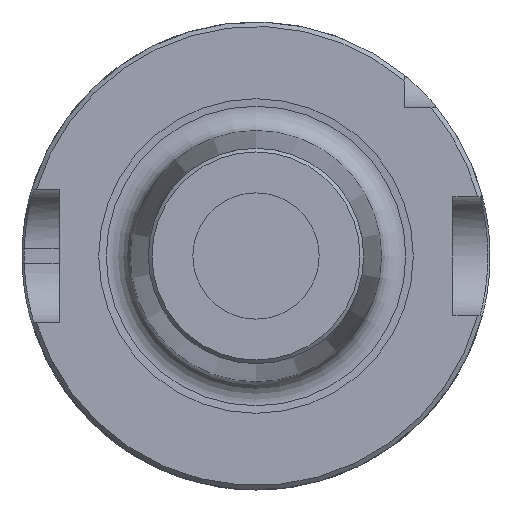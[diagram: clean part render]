
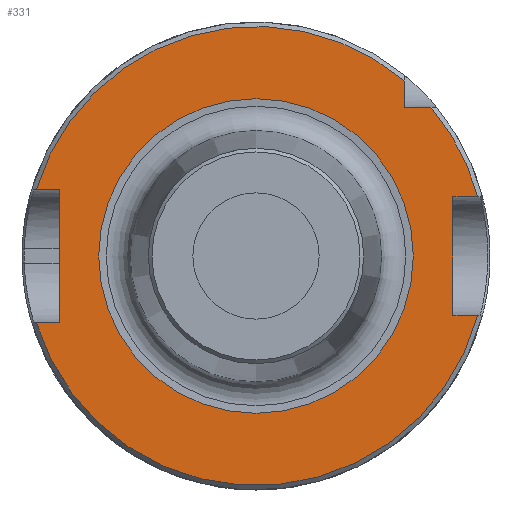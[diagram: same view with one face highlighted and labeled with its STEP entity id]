
A CAD part, left-side view. The second image highlights one B-rep face of the part: STEP entity #331.
In plain terms, the highlighted planar face has unit normal (-1, 0, 0).
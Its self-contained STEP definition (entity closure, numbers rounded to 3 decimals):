
#162=LINE('',#1874,#224);
#163=LINE('',#1879,#225);
#164=LINE('',#1881,#226);
#165=LINE('',#1883,#227);
#166=LINE('',#1887,#228);
#167=LINE('',#1889,#229);
#168=LINE('',#1891,#230);
#169=LINE('',#1895,#231);
#224=VECTOR('',#1538,1.);
#225=VECTOR('',#1541,1.);
#226=VECTOR('',#1542,1.);
#227=VECTOR('',#1543,1.);
#228=VECTOR('',#1546,1.);
#229=VECTOR('',#1547,1.);
#230=VECTOR('',#1548,1.);
#231=VECTOR('',#1551,1.);
#288=FACE_BOUND('',#508,.T.);
#289=FACE_BOUND('',#509,.T.);
#331=ADVANCED_FACE('',(#288,#289),#413,.F.);
#413=PLANE('',#1396);
#508=EDGE_LOOP('',(#611,#612,#613,#614,#615,#616,#617,#618,#619,#620,#621));
#509=EDGE_LOOP('',(#622));
#611=ORIENTED_EDGE('',*,*,#1129,.F.);
#612=ORIENTED_EDGE('',*,*,#1130,.T.);
#613=ORIENTED_EDGE('',*,*,#1131,.F.);
#614=ORIENTED_EDGE('',*,*,#1132,.F.);
#615=ORIENTED_EDGE('',*,*,#1133,.F.);
#616=ORIENTED_EDGE('',*,*,#1134,.T.);
#617=ORIENTED_EDGE('',*,*,#1135,.F.);
#618=ORIENTED_EDGE('',*,*,#1136,.F.);
#619=ORIENTED_EDGE('',*,*,#1137,.F.);
#620=ORIENTED_EDGE('',*,*,#1138,.T.);
#621=ORIENTED_EDGE('',*,*,#1139,.F.);
#622=ORIENTED_EDGE('',*,*,#1140,.F.);
#995=VERTEX_POINT('',#1875);
#996=VERTEX_POINT('',#1876);
#997=VERTEX_POINT('',#1878);
#998=VERTEX_POINT('',#1880);
#999=VERTEX_POINT('',#1882);
#1000=VERTEX_POINT('',#1884);
#1001=VERTEX_POINT('',#1886);
#1002=VERTEX_POINT('',#1888);
#1003=VERTEX_POINT('',#1890);
#1004=VERTEX_POINT('',#1892);
#1005=VERTEX_POINT('',#1894);
#1006=VERTEX_POINT('',#1897);
#1129=EDGE_CURVE('',#995,#996,#162,.T.);
#1130=EDGE_CURVE('',#995,#997,#1321,.T.);
#1131=EDGE_CURVE('',#998,#997,#163,.T.);
#1132=EDGE_CURVE('',#999,#998,#164,.T.);
#1133=EDGE_CURVE('',#1000,#999,#165,.T.);
#1134=EDGE_CURVE('',#1000,#1001,#1322,.T.);
#1135=EDGE_CURVE('',#1002,#1001,#166,.T.);
#1136=EDGE_CURVE('',#1003,#1002,#167,.T.);
#1137=EDGE_CURVE('',#1004,#1003,#168,.T.);
#1138=EDGE_CURVE('',#1004,#1005,#1323,.T.);
#1139=EDGE_CURVE('',#996,#1005,#169,.T.);
#1140=EDGE_CURVE('',#1006,#1006,#1324,.T.);
#1321=CIRCLE('',#1392,30.9);
#1322=CIRCLE('',#1393,30.9);
#1323=CIRCLE('',#1394,30.9);
#1324=CIRCLE('',#1395,21.174);
#1392=AXIS2_PLACEMENT_3D('',#1877,#1539,#1540);
#1393=AXIS2_PLACEMENT_3D('',#1885,#1544,#1545);
#1394=AXIS2_PLACEMENT_3D('',#1893,#1549,#1550);
#1395=AXIS2_PLACEMENT_3D('',#1896,#1552,#1553);
#1396=AXIS2_PLACEMENT_3D('',#1898,#1554,#1555);
#1538=DIRECTION('',(0.,0.,-1.));
#1539=DIRECTION('',(-1.,0.,0.));
#1540=DIRECTION('',(0.,0.,-1.));
#1541=DIRECTION('',(0.,1.,0.));
#1542=DIRECTION('',(0.,0.,1.));
#1543=DIRECTION('',(0.,-1.,0.));
#1544=DIRECTION('',(-1.,0.,0.));
#1545=DIRECTION('',(0.,0.,-1.));
#1546=DIRECTION('',(0.,-1.,0.));
#1547=DIRECTION('',(0.,0.,-1.));
#1548=DIRECTION('',(0.,1.,0.));
#1549=DIRECTION('',(-1.,0.,0.));
#1550=DIRECTION('',(0.,0.,-1.));
#1551=DIRECTION('',(0.,-1.,0.));
#1552=DIRECTION('',(-1.,0.,0.));
#1553=DIRECTION('',(0.,0.,1.));
#1554=DIRECTION('',(1.,0.,0.));
#1555=DIRECTION('',(0.,0.,-1.));
#1874=CARTESIAN_POINT('',(75.,-20.,28.));
#1875=CARTESIAN_POINT('',(75.,-20.,23.554));
#1876=CARTESIAN_POINT('',(75.,-20.,20.));
#1877=CARTESIAN_POINT('',(75.,0.,0.));
#1878=CARTESIAN_POINT('',(75.,29.56,9.));
#1879=CARTESIAN_POINT('',(75.,35.75,9.));
#1880=CARTESIAN_POINT('',(75.,26.5,9.));
#1881=CARTESIAN_POINT('',(75.,26.5,-1.));
#1882=CARTESIAN_POINT('',(75.,26.5,-9.));
#1883=CARTESIAN_POINT('',(75.,35.75,-9.));
#1884=CARTESIAN_POINT('',(75.,29.56,-9.));
#1885=CARTESIAN_POINT('',(75.,0.,0.));
#1886=CARTESIAN_POINT('',(75.,-29.846,-8.));
#1887=CARTESIAN_POINT('',(75.,-35.75,-8.));
#1888=CARTESIAN_POINT('',(75.,-26.5,-8.));
#1889=CARTESIAN_POINT('',(75.,-26.5,0.));
#1890=CARTESIAN_POINT('',(75.,-26.5,8.));
#1891=CARTESIAN_POINT('',(75.,-35.75,8.));
#1892=CARTESIAN_POINT('',(75.,-29.846,8.));
#1893=CARTESIAN_POINT('',(75.,0.,0.));
#1894=CARTESIAN_POINT('',(75.,-23.554,20.));
#1895=CARTESIAN_POINT('',(75.,-35.75,20.));
#1896=CARTESIAN_POINT('',(75.,0.,0.));
#1897=CARTESIAN_POINT('',(75.,0.,21.174));
#1898=CARTESIAN_POINT('',(75.,0.,27.55));
